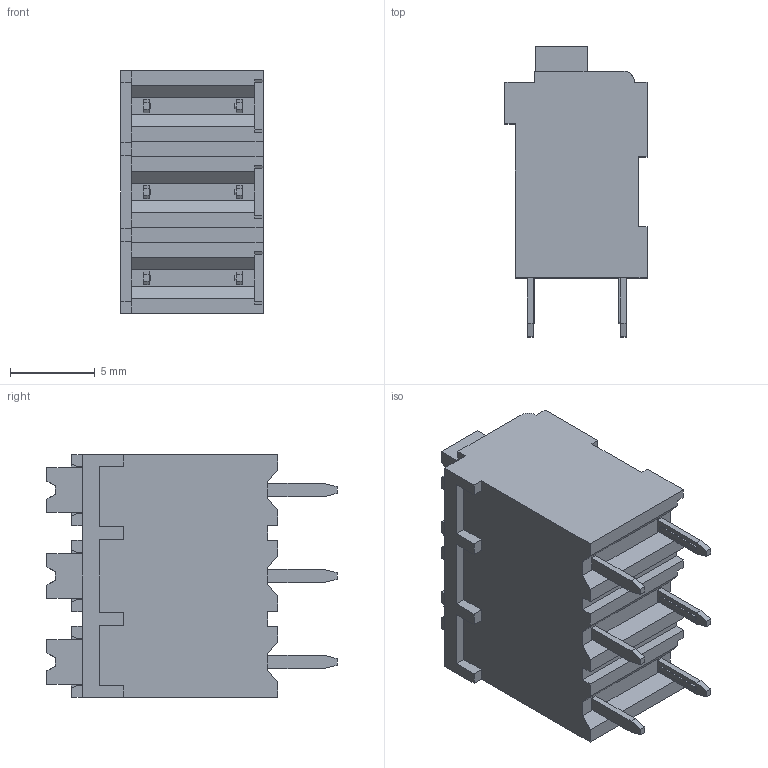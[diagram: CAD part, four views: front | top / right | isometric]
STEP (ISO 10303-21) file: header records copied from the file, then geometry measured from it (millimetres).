
FILE_DESCRIPTION((''),'2;1');
FILE_NAME('TLM-004VT-5_08-XXP-X','2024-09-30T',('sj'),(''),'PRO/ENGINEER BY PARAMETRIC TECHNOLOGY CORPORATION, 2015240','PRO/ENGINEER BY PARAMETRIC TECHNOLOGY CORPORATION, 2015240','');
FILE_SCHEMA(('CONFIG_CONTROL_DESIGN','SHAPE_APPEARANCE_LAYERS_GROUPS'));
Length unit declared in the file: millimetre
Products named in the file (1): TLM-004VT-5_08-XXP-X
Bounding box: 8.4 x 17.15 x 14.36 mm (x, y, z)
Volume: 1117.4 mm3; surface area: 1435.2 mm2
Topology: 1 solids, 1 shells, 290 faces, 815 edges, 542 vertices
Faces by surface type: plane 260, cylinder 30
Entity records: 9329 total; most frequent: CARTESIAN_POINT 1743, ORIENTED_EDGE 1630, DIRECTION 1449, EDGE_CURVE 815, VECTOR 725, LINE 725, VERTEX_POINT 542, AXIS2_PLACEMENT_3D 362
